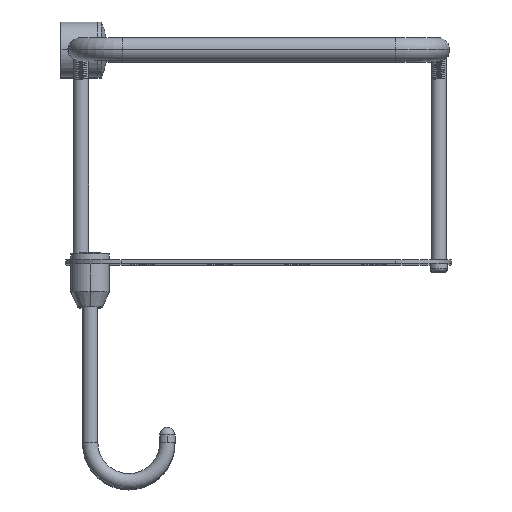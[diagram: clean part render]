
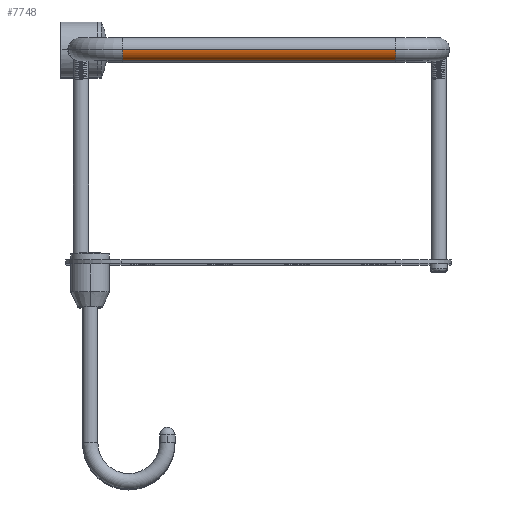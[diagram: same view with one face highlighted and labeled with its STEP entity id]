
A CAD part, top view. The second image highlights one B-rep face of the part: STEP entity #7748.
In plain terms, the highlighted cylindrical face has radius 3.75 mm (diameter 7.5 mm), a partial arc.
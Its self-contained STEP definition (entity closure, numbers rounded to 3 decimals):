
#556 = CIRCLE ( 'NONE', #7524, 3.75 ) ;
#835 = EDGE_CURVE ( 'NONE', #984, #5014, #6894, .T. ) ;
#844 = CARTESIAN_POINT ( 'NONE',  ( 296.25, 0., 102.25 ) ) ;
#984 = VERTEX_POINT ( 'NONE', #844 ) ;
#993 = EDGE_CURVE ( 'NONE', #5014, #4302, #556, .T. ) ;
#1735 = EDGE_CURVE ( 'NONE', #7928, #4302, #5790, .T. ) ;
#2061 = AXIS2_PLACEMENT_3D ( 'NONE', #10888, #6590, #3175 ) ;
#2611 = CARTESIAN_POINT ( 'NONE',  ( 292.5, 0., 102.25 ) ) ;
#2704 = AXIS2_PLACEMENT_3D ( 'NONE', #2611, #3589, #8609 ) ;
#2749 = CARTESIAN_POINT ( 'NONE',  ( 292.5, 0., 13.75 ) ) ;
#3175 = DIRECTION ( 'NONE',  ( -1., 0., 0. ) ) ;
#3273 = ORIENTED_EDGE ( 'NONE', *, *, #993, .T. ) ;
#3589 = DIRECTION ( 'NONE',  ( 0., 0., 1. ) ) ;
#3631 = CARTESIAN_POINT ( 'NONE',  ( 288.75, 0., 13.75 ) ) ;
#4176 = CIRCLE ( 'NONE', #2704, 3.75 ) ;
#4302 = VERTEX_POINT ( 'NONE', #3631 ) ;
#4409 = CARTESIAN_POINT ( 'NONE',  ( 288.75, 0., 102.25 ) ) ;
#4648 = EDGE_LOOP ( 'NONE', ( #7854, #9155, #3273, #11052 ) ) ;
#4858 = VECTOR ( 'NONE', #7350, 1000. ) ;
#5014 = VERTEX_POINT ( 'NONE', #9752 ) ;
#5402 = VECTOR ( 'NONE', #6888, 1000. ) ;
#5407 = DIRECTION ( 'NONE',  ( 0., 0., 1. ) ) ;
#5790 = LINE ( 'NONE', #4409, #4858 ) ;
#6409 = FACE_OUTER_BOUND ( 'NONE', #4648, .T. ) ;
#6590 = DIRECTION ( 'NONE',  ( 0., 0., -1. ) ) ;
#6742 = EDGE_CURVE ( 'NONE', #984, #7928, #4176, .T. ) ;
#6888 = DIRECTION ( 'NONE',  ( 0., 0., -1. ) ) ;
#6894 = LINE ( 'NONE', #9554, #5402 ) ;
#7350 = DIRECTION ( 'NONE',  ( 0., 0., -1. ) ) ;
#7524 = AXIS2_PLACEMENT_3D ( 'NONE', #2749, #5407, #9621 ) ;
#7748 = ADVANCED_FACE ( 'NONE', ( #6409 ), #10738, .T. ) ;
#7854 = ORIENTED_EDGE ( 'NONE', *, *, #6742, .F. ) ;
#7876 = CARTESIAN_POINT ( 'NONE',  ( 288.75, 0., 102.25 ) ) ;
#7928 = VERTEX_POINT ( 'NONE', #7876 ) ;
#8609 = DIRECTION ( 'NONE',  ( 1., 0., 0. ) ) ;
#9155 = ORIENTED_EDGE ( 'NONE', *, *, #835, .T. ) ;
#9554 = CARTESIAN_POINT ( 'NONE',  ( 296.25, 0., 102.25 ) ) ;
#9621 = DIRECTION ( 'NONE',  ( 1., 0., 0. ) ) ;
#9752 = CARTESIAN_POINT ( 'NONE',  ( 296.25, 0., 13.75 ) ) ;
#10738 = CYLINDRICAL_SURFACE ( 'NONE', #2061, 3.75 ) ;
#10888 = CARTESIAN_POINT ( 'NONE',  ( 292.5, 0., 102.25 ) ) ;
#11052 = ORIENTED_EDGE ( 'NONE', *, *, #1735, .F. ) ;
